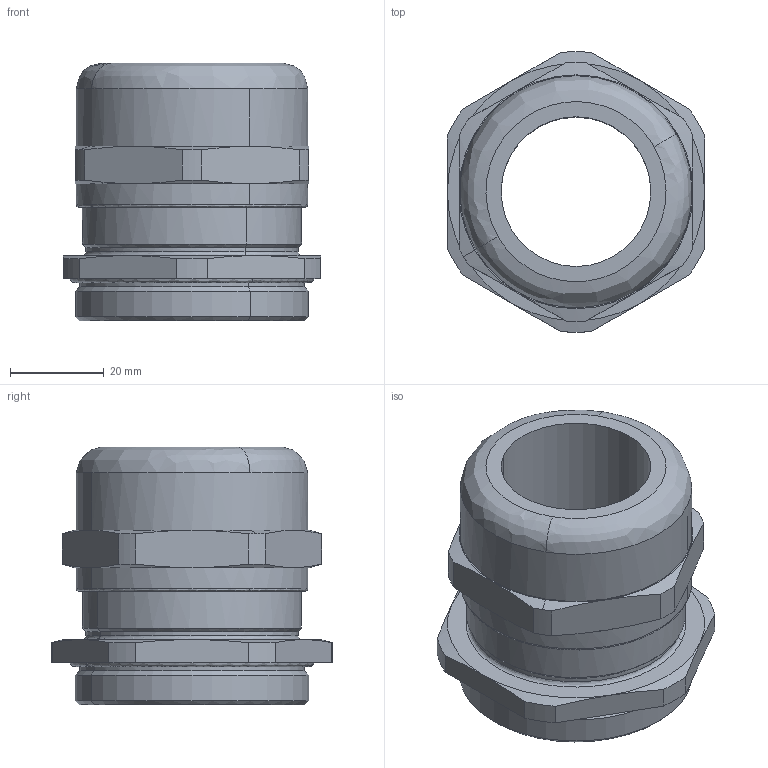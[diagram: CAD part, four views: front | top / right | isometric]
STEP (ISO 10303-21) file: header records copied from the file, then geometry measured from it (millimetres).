
FILE_DESCRIPTION(('CATIA V5R24 STEP','CAx-IF Rec.Pracs.--- Model Styling and Organization---1.2---2011-12-15'),'2;1');
FILE_NAME ('D1446445_0_1009900000_1009900000.stp','2018-05-28T09:19:21+00:00',('none'),('Weidmueller'),'CATIA Version 5-6 Release 2014 SP4 HF52','CATIA V5 STEP AP214','none');
FILE_SCHEMA(('AUTOMOTIVE_DESIGN { 1 0 10303 214 1 1 1 1 }'));
Length unit declared in the file: millimetre
Products named in the file (1): 1009900000
Bounding box: 55 x 59.96 x 55.15 mm (x, y, z)
Volume: 63566.7 mm3; surface area: 18479.2 mm2
Topology: 1 solids, 1 shells, 79 faces, 213 edges, 142 vertices
Faces by surface type: cylinder 26, cone 25, plane 20, bspline 8
Entity records: 2884 total; most frequent: CARTESIAN_POINT 1050, ORIENTED_EDGE 426, DIRECTION 261, EDGE_CURVE 213, VERTEX_POINT 142, AXIS2_PLACEMENT_3D 140, EDGE_LOOP 87, ADVANCED_FACE 79
